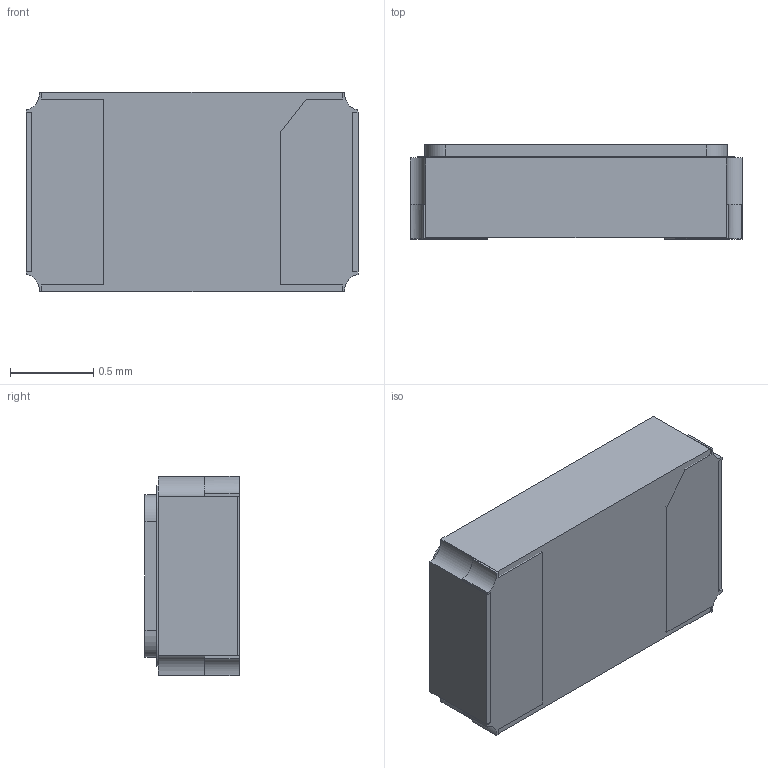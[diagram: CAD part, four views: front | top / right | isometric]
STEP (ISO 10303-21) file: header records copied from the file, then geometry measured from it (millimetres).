
FILE_DESCRIPTION(('FreeCAD Model'),'2;1');
FILE_NAME('2012.step', '2020-06-27T21:52:13',('Author'),(''), 'Open CASCADE STEP processor 7.3','FreeCAD','Unknown');
FILE_SCHEMA(('AUTOMOTIVE_DESIGN { 1 0 10303 214 1 1 1 1 }'));
Length unit declared in the file: millimetre
Products named in the file (1): 2012
Bounding box: 2 x 0.57 x 1.2 mm (x, y, z)
Surface area: 11.4 mm2
Topology: 3 solids, 3 shells, 61 faces, 477 edges, 1378 vertices
Faces by surface type: bspline 61
Entity records: 6802 total; most frequent: CARTESIAN_POINT 3437, B_SPLINE_CURVE_WITH_KNOTS 667, GEOMETRIC_CURVE_SET 319, ORIENTED_EDGE 318, PCURVE 318, DEFINITIONAL_REPRESENTATION 318, TRIMMED_CURVE 318, EDGE_CURVE 159
